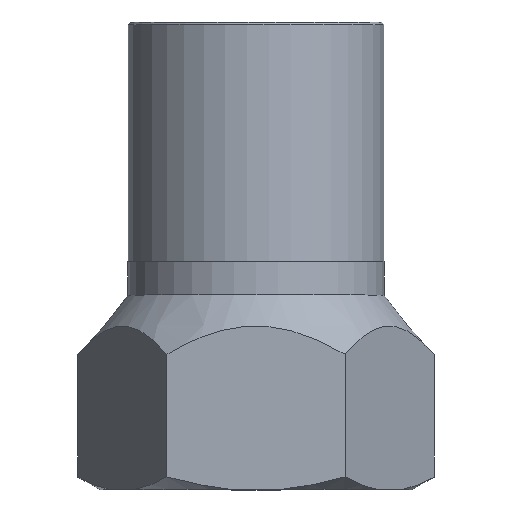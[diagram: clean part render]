
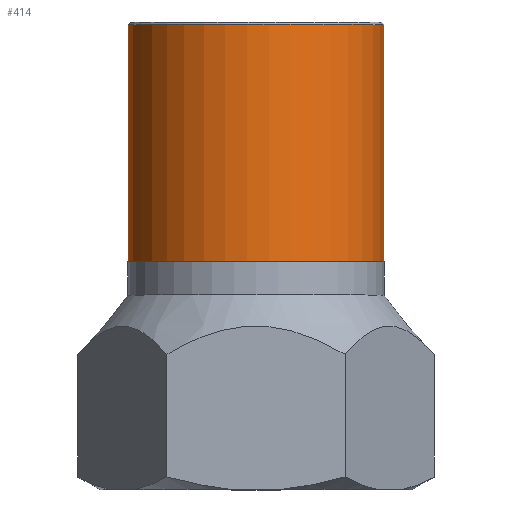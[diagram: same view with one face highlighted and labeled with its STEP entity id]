
A CAD part, top view. The second image highlights one B-rep face of the part: STEP entity #414.
In plain terms, the highlighted cylindrical face has radius 27 mm (diameter 54 mm), a full revolution.
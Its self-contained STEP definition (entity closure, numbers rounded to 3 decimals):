
#46=CYLINDRICAL_SURFACE('',#486,27.);
#65=CIRCLE('',#487,27.);
#66=CIRCLE('',#488,27.);
#177=ORIENTED_EDGE('',*,*,#233,.T.);
#178=ORIENTED_EDGE('',*,*,#234,.T.);
#233=EDGE_CURVE('',#271,#271,#65,.F.);
#234=EDGE_CURVE('',#272,#272,#66,.T.);
#271=VERTEX_POINT('',#812);
#272=VERTEX_POINT('',#814);
#331=EDGE_LOOP('',(#177));
#332=EDGE_LOOP('',(#178));
#373=FACE_BOUND('',#331,.T.);
#374=FACE_BOUND('',#332,.T.);
#414=ADVANCED_FACE('',(#373,#374),#46,.T.);
#486=AXIS2_PLACEMENT_3D('',#810,#591,#592);
#487=AXIS2_PLACEMENT_3D('',#811,#593,#594);
#488=AXIS2_PLACEMENT_3D('',#813,#595,#596);
#591=DIRECTION('',(0.,-1.,0.));
#592=DIRECTION('',(0.,0.,-1.));
#593=DIRECTION('',(0.,1.,0.));
#594=DIRECTION('',(0.,0.,1.));
#595=DIRECTION('',(0.,1.,0.));
#596=DIRECTION('',(0.,0.,1.));
#810=CARTESIAN_POINT('',(0.,46.,0.));
#811=CARTESIAN_POINT('',(0.,35.,0.));
#812=CARTESIAN_POINT('',(0.,35.,27.));
#813=CARTESIAN_POINT('',(0.,-15.,0.));
#814=CARTESIAN_POINT('',(0.,-15.,27.));
